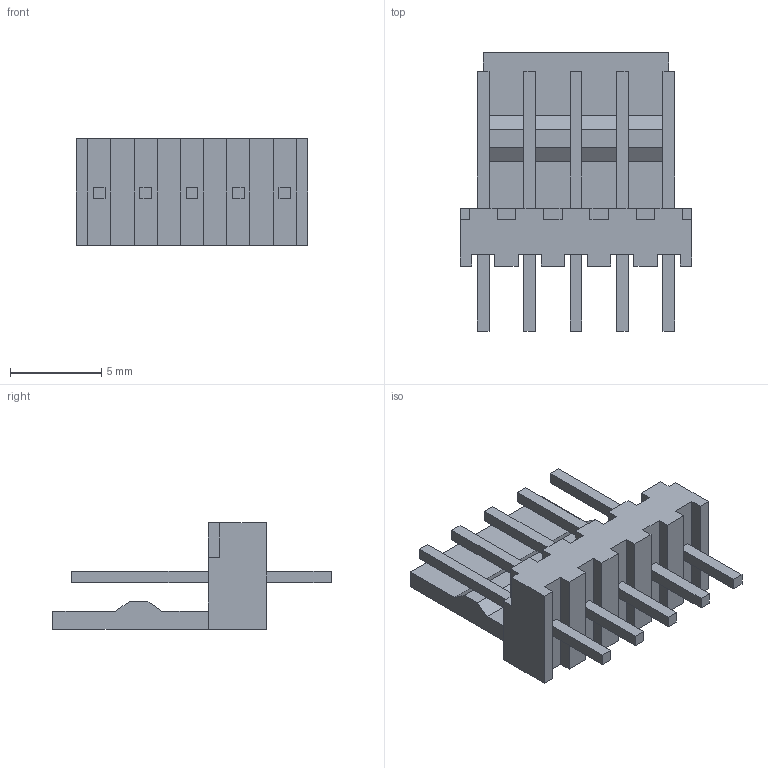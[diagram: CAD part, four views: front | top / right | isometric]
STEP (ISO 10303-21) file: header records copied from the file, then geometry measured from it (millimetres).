
FILE_DESCRIPTION (( 'STEP AP214' ), '1' );
FILE_NAME ('A4D15712-EFBB-4402-B87B-D11D2DA9EFEE.STEP', '2023-08-24T06:56:15', ( '' ), ( '' ), 'SwSTEP 2.0', 'SolidWorks 2022', '' );
FILE_SCHEMA (( 'AUTOMOTIVE_DESIGN' ));
Length unit declared in the file: inch
Products named in the file (1): A4D15712-EFBB-4402-B87B-D11D2DA9EFEE
Bounding box: 12.7 x 15.24 x 5.84 mm (x, y, z)
Volume: 324.7 mm3; surface area: 648.3 mm2
Topology: 1 solids, 1 shells, 106 faces, 282 edges, 188 vertices
Faces by surface type: plane 106
Entity records: 3916 total; most frequent: CARTESIAN_POINT 577, ORIENTED_EDGE 564, DIRECTION 496, LINE 282, EDGE_CURVE 282, VECTOR 282, VERTEX_POINT 188, EDGE_LOOP 116
